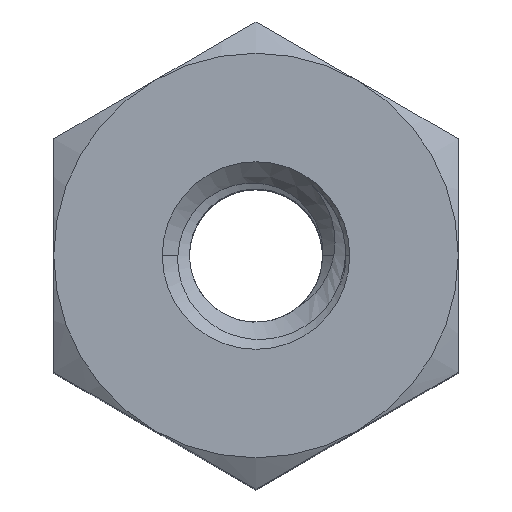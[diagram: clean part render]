
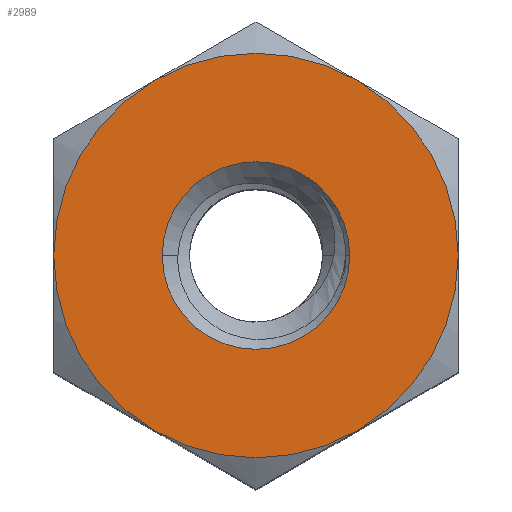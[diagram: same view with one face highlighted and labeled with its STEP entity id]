
A CAD part, top view. The second image highlights one B-rep face of the part: STEP entity #2989.
In plain terms, the highlighted planar face has unit normal (0, 0, 1).
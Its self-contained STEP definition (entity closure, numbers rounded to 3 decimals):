
#14 = FACE_BOUND ( 'NONE', #2615, .T. ) ;
#31 = EDGE_CURVE ( 'NONE', #590, #3359, #343, .T. ) ;
#226 = EDGE_CURVE ( 'NONE', #2262, #2833, #3719, .T. ) ;
#234 = PLANE ( 'NONE',  #3730 ) ;
#280 = CIRCLE ( 'NONE', #770, 1.043 ) ;
#285 = DIRECTION ( 'NONE',  ( 1., 0., 0. ) ) ;
#326 = CARTESIAN_POINT ( 'NONE',  ( -1.125, -1.949, 3. ) ) ;
#343 = CIRCLE ( 'NONE', #1338, 2.25 ) ;
#403 = DIRECTION ( 'NONE',  ( 0., 0., -1. ) ) ;
#443 = ORIENTED_EDGE ( 'NONE', *, *, #2597, .T. ) ;
#522 = EDGE_LOOP ( 'NONE', ( #1306, #443, #3383, #1126, #2435, #3052 ) ) ;
#581 = CARTESIAN_POINT ( 'NONE',  ( 1.125, -1.949, 3. ) ) ;
#590 = VERTEX_POINT ( 'NONE', #2367 ) ;
#602 = CARTESIAN_POINT ( 'NONE',  ( -1.043, 0., 3. ) ) ;
#603 = DIRECTION ( 'NONE',  ( 0., 0., 1. ) ) ;
#619 = FACE_OUTER_BOUND ( 'NONE', #522, .T. ) ;
#671 = DIRECTION ( 'NONE',  ( -1., 0., 0. ) ) ;
#770 = AXIS2_PLACEMENT_3D ( 'NONE', #3220, #1947, #2522 ) ;
#934 = DIRECTION ( 'NONE',  ( 1., 0., 0. ) ) ;
#939 = CARTESIAN_POINT ( 'NONE',  ( 0., 0., 3. ) ) ;
#989 = CARTESIAN_POINT ( 'NONE',  ( 0., 0., 3. ) ) ;
#1088 = EDGE_CURVE ( 'NONE', #3359, #2394, #2754, .T. ) ;
#1113 = VERTEX_POINT ( 'NONE', #602 ) ;
#1117 = DIRECTION ( 'NONE',  ( 1., 0., 0. ) ) ;
#1126 = ORIENTED_EDGE ( 'NONE', *, *, #1663, .T. ) ;
#1147 = AXIS2_PLACEMENT_3D ( 'NONE', #1765, #1262, #285 ) ;
#1230 = CARTESIAN_POINT ( 'NONE',  ( 0., 0., 3. ) ) ;
#1262 = DIRECTION ( 'NONE',  ( 0., 0., 1. ) ) ;
#1264 = CIRCLE ( 'NONE', #1648, 2.25 ) ;
#1306 = ORIENTED_EDGE ( 'NONE', *, *, #1088, .T. ) ;
#1327 = AXIS2_PLACEMENT_3D ( 'NONE', #989, #2814, #934 ) ;
#1338 = AXIS2_PLACEMENT_3D ( 'NONE', #1821, #2361, #3258 ) ;
#1399 = CIRCLE ( 'NONE', #1147, 2.25 ) ;
#1410 = EDGE_CURVE ( 'NONE', #1767, #1113, #1524, .T. ) ;
#1524 = CIRCLE ( 'NONE', #3174, 1.043 ) ;
#1534 = DIRECTION ( 'NONE',  ( 0., 0., 1. ) ) ;
#1619 = CARTESIAN_POINT ( 'NONE',  ( 2.25, 0., 3. ) ) ;
#1648 = AXIS2_PLACEMENT_3D ( 'NONE', #1887, #1534, #2746 ) ;
#1663 = EDGE_CURVE ( 'NONE', #2833, #1823, #1399, .T. ) ;
#1745 = CARTESIAN_POINT ( 'NONE',  ( -1.125, 1.949, 3. ) ) ;
#1765 = CARTESIAN_POINT ( 'NONE',  ( 0., 0., 3. ) ) ;
#1767 = VERTEX_POINT ( 'NONE', #3168 ) ;
#1772 = AXIS2_PLACEMENT_3D ( 'NONE', #3025, #603, #3320 ) ;
#1821 = CARTESIAN_POINT ( 'NONE',  ( 0., 0., 3. ) ) ;
#1823 = VERTEX_POINT ( 'NONE', #1619 ) ;
#1887 = CARTESIAN_POINT ( 'NONE',  ( 0., 0., 3. ) ) ;
#1947 = DIRECTION ( 'NONE',  ( 0., 0., -1. ) ) ;
#2224 = ORIENTED_EDGE ( 'NONE', *, *, #1410, .T. ) ;
#2245 = ORIENTED_EDGE ( 'NONE', *, *, #2776, .T. ) ;
#2262 = VERTEX_POINT ( 'NONE', #326 ) ;
#2314 = AXIS2_PLACEMENT_3D ( 'NONE', #1230, #2743, #3332 ) ;
#2361 = DIRECTION ( 'NONE',  ( 0., 0., 1. ) ) ;
#2367 = CARTESIAN_POINT ( 'NONE',  ( 1.125, 1.949, 3. ) ) ;
#2394 = VERTEX_POINT ( 'NONE', #2424 ) ;
#2415 = EDGE_CURVE ( 'NONE', #1823, #590, #3103, .T. ) ;
#2424 = CARTESIAN_POINT ( 'NONE',  ( -2.25, 0., 3. ) ) ;
#2435 = ORIENTED_EDGE ( 'NONE', *, *, #2415, .T. ) ;
#2522 = DIRECTION ( 'NONE',  ( -1., 0., 0. ) ) ;
#2597 = EDGE_CURVE ( 'NONE', #2394, #2262, #1264, .T. ) ;
#2615 = EDGE_LOOP ( 'NONE', ( #2245, #2224 ) ) ;
#2743 = DIRECTION ( 'NONE',  ( 0., 0., 1. ) ) ;
#2746 = DIRECTION ( 'NONE',  ( 1., 0., 0. ) ) ;
#2754 = CIRCLE ( 'NONE', #2314, 2.25 ) ;
#2776 = EDGE_CURVE ( 'NONE', #1113, #1767, #280, .T. ) ;
#2814 = DIRECTION ( 'NONE',  ( 0., 0., 1. ) ) ;
#2833 = VERTEX_POINT ( 'NONE', #581 ) ;
#2989 = ADVANCED_FACE ( 'NONE', ( #14, #619 ), #234, .T. ) ;
#3025 = CARTESIAN_POINT ( 'NONE',  ( 0., 0., 3. ) ) ;
#3052 = ORIENTED_EDGE ( 'NONE', *, *, #31, .T. ) ;
#3103 = CIRCLE ( 'NONE', #1772, 2.25 ) ;
#3168 = CARTESIAN_POINT ( 'NONE',  ( 1.043, 0., 3. ) ) ;
#3174 = AXIS2_PLACEMENT_3D ( 'NONE', #939, #403, #671 ) ;
#3220 = CARTESIAN_POINT ( 'NONE',  ( 0., 0., 3. ) ) ;
#3258 = DIRECTION ( 'NONE',  ( 1., 0., 0. ) ) ;
#3279 = CARTESIAN_POINT ( 'NONE',  ( 0., 0., 3. ) ) ;
#3320 = DIRECTION ( 'NONE',  ( 1., 0., 0. ) ) ;
#3332 = DIRECTION ( 'NONE',  ( 1., 0., 0. ) ) ;
#3359 = VERTEX_POINT ( 'NONE', #1745 ) ;
#3383 = ORIENTED_EDGE ( 'NONE', *, *, #226, .T. ) ;
#3719 = CIRCLE ( 'NONE', #1327, 2.25 ) ;
#3730 = AXIS2_PLACEMENT_3D ( 'NONE', #3279, #3825, #1117 ) ;
#3825 = DIRECTION ( 'NONE',  ( 0., 0., 1. ) ) ;
